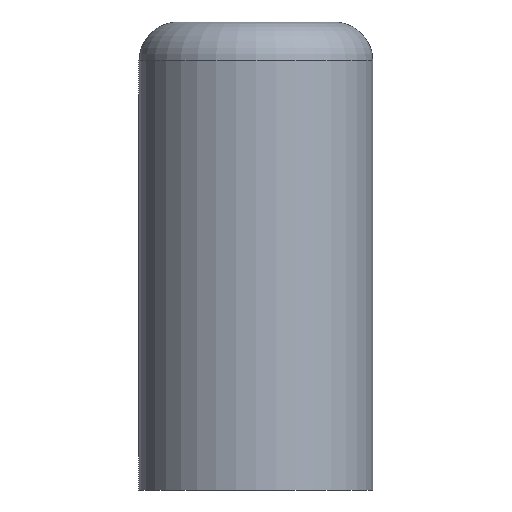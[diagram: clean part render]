
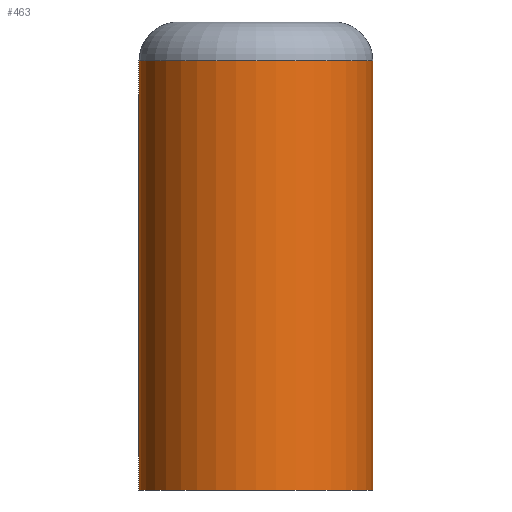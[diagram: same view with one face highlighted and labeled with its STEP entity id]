
A CAD part, left-side view. The second image highlights one B-rep face of the part: STEP entity #463.
In plain terms, the highlighted cylindrical face has radius 3 mm (diameter 6 mm), a partial arc.
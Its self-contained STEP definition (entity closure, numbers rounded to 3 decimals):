
#23=CYLINDRICAL_SURFACE('',#532,3.);
#38=CIRCLE('',#512,3.);
#51=CIRCLE('',#533,3.);
#88=FACE_OUTER_BOUND('',#121,.T.);
#121=EDGE_LOOP('',(#408,#409,#410,#411));
#146=LINE('',#728,#181);
#151=LINE('',#756,#186);
#181=VECTOR('',#572,10.);
#186=VECTOR('',#603,10.);
#208=VERTEX_POINT('',#722);
#210=VERTEX_POINT('',#726);
#218=VERTEX_POINT('',#752);
#220=VERTEX_POINT('',#755);
#254=EDGE_CURVE('',#210,#208,#146,.T.);
#267=EDGE_CURVE('',#220,#218,#151,.T.);
#279=EDGE_CURVE('',#208,#218,#38,.T.);
#296=EDGE_CURVE('',#210,#220,#51,.T.);
#408=ORIENTED_EDGE('',*,*,#279,.F.);
#409=ORIENTED_EDGE('',*,*,#254,.F.);
#410=ORIENTED_EDGE('',*,*,#296,.T.);
#411=ORIENTED_EDGE('',*,*,#267,.T.);
#463=ADVANCED_FACE('',(#88),#23,.T.);
#512=AXIS2_PLACEMENT_3D('',#779,#633,#634);
#532=AXIS2_PLACEMENT_3D('',#811,#677,#678);
#533=AXIS2_PLACEMENT_3D('',#812,#679,#680);
#572=DIRECTION('',(0.,0.,1.));
#603=DIRECTION('',(0.,0.,1.));
#633=DIRECTION('center_axis',(0.,0.,1.));
#634=DIRECTION('ref_axis',(-1.,0.,0.));
#677=DIRECTION('center_axis',(0.,0.,1.));
#678=DIRECTION('ref_axis',(-1.,0.,0.));
#679=DIRECTION('center_axis',(0.,0.,1.));
#680=DIRECTION('ref_axis',(1.,0.,0.));
#722=CARTESIAN_POINT('',(0.,13.5,11.));
#726=CARTESIAN_POINT('',(0.,13.5,0.));
#728=CARTESIAN_POINT('',(0.,13.5,0.));
#752=CARTESIAN_POINT('',(0.,7.5,11.));
#755=CARTESIAN_POINT('',(0.,7.5,0.));
#756=CARTESIAN_POINT('',(0.,7.5,0.));
#779=CARTESIAN_POINT('Origin',(0.,10.5,11.));
#811=CARTESIAN_POINT('Origin',(0.,10.5,0.));
#812=CARTESIAN_POINT('Origin',(0.,10.5,0.));
